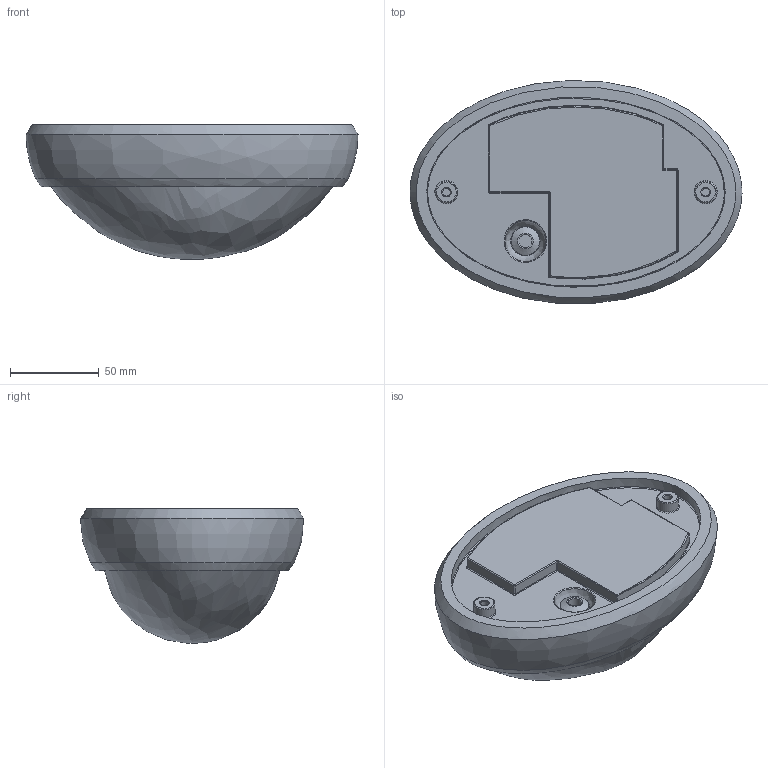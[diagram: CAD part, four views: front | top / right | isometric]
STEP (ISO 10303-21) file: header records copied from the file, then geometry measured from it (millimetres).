
FILE_DESCRIPTION (( 'STEP AP203' ), '1' );
FILE_NAME ('LDPO0-3021-8-4500-K01 Ñâåòèëüíèê ñâåòîäèîäíûé ÄÏÎ 3021 8Âò 4500K IP54 îâàë ïëàñòèê ÷åðíûé IEK.STEP', '2018-01-22T08:14:23', ( '' ), ( '' ), 'SwSTEP 2.0', 'SolidWorks 2014', '' );
FILE_SCHEMA (( 'CONFIG_CONTROL_DESIGN' ));
Length unit declared in the file: millimetre
Products named in the file (1): LDPO0-3021-8-4500-K01 Ñâåòèëüíèê ñâåòîäèîäíûé ÄÏÎ 3021 8Âò 4500K IP54 îâàë ïëàñòèê ÷åðíûé IEK
Bounding box: 186.99 x 125.68 x 75.88 mm (x, y, z)
Volume: 215048.7 mm3; surface area: 143818.3 mm2
Topology: 1 solids, 2 shells, 84 faces, 180 edges, 99 vertices
Faces by surface type: bspline 42, cylinder 26, plane 15, cone 1
Full cylindrical faces by diameter (mm): 4.4 x2, 7.4 x1, 12 x2, 16.5 x1
Entity records: 14360 total; most frequent: CARTESIAN_POINT 12883, ORIENTED_EDGE 278, DIRECTION 246, EDGE_CURVE 139, EDGE_LOOP 120, FACE_OUTER_BOUND 108, AXIS2_PLACEMENT_3D 103, VERTEX_POINT 91
